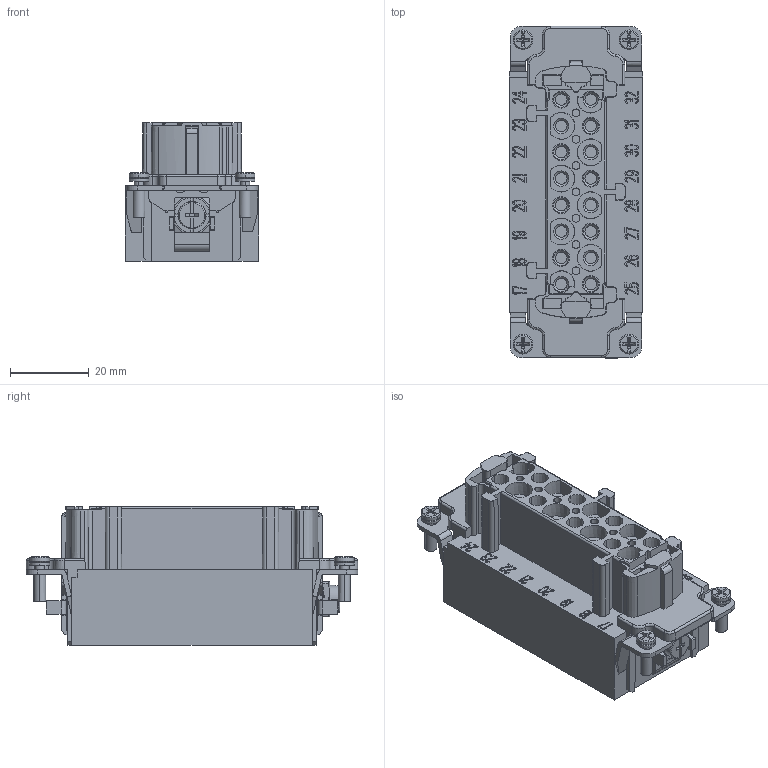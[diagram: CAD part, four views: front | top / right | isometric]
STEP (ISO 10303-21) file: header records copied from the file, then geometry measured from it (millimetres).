
FILE_DESCRIPTION((''),'2;1');
FILE_NAME('HE-016-MS','2017-07-10T',('tl.yang'),(''),'PRO/ENGINEER BY PARAMETRIC TECHNOLOGY CORPORATION, 2011500','PRO/ENGINEER BY PARAMETRIC TECHNOLOGY CORPORATION, 2011500','');
FILE_SCHEMA(('CONFIG_CONTROL_DESIGN'));
Products named in the file (1): HE-016-MS
Bounding box: 33.9 x 84.5 x 35.2 mm (x, y, z)
Volume: 51906 mm3; surface area: 24332.8 mm2
Topology: 1 solids, 1 shells, 3379 faces, 9597 edges, 6358 vertices
Faces by surface type: plane 2844, cylinder 271, cone 184, bspline 54, torus 26
Entity records: 111249 total; most frequent: CARTESIAN_POINT 23008, ORIENTED_EDGE 19194, DIRECTION 16905, EDGE_CURVE 9597, VECTOR 8287, LINE 8287, VERTEX_POINT 6358, AXIS2_PLACEMENT_3D 4309
